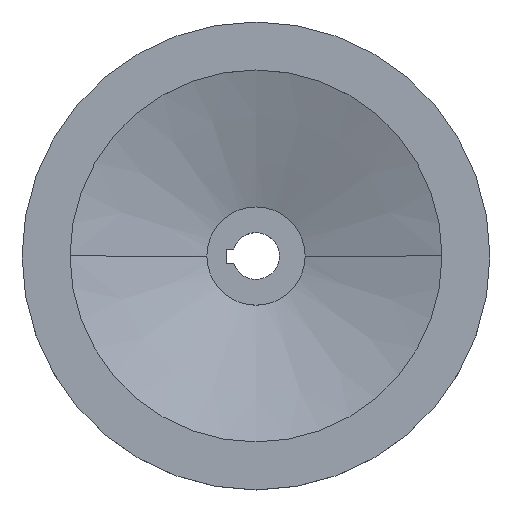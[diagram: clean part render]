
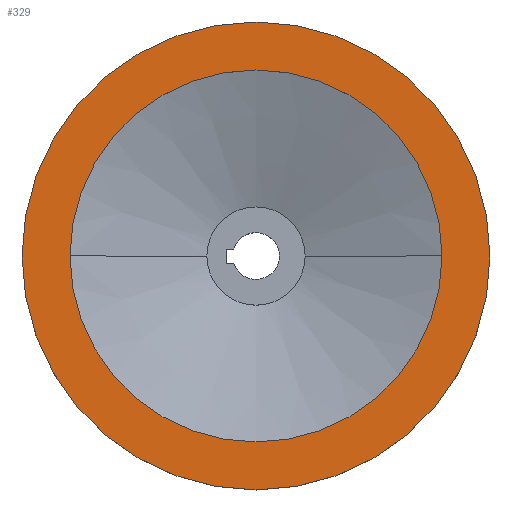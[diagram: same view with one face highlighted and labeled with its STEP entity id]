
A CAD part, top view. The second image highlights one B-rep face of the part: STEP entity #329.
In plain terms, the highlighted planar face has unit normal (0, 0, 1).
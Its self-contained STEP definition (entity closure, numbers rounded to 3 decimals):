
#139=EDGE_CURVE('',#205,#257,#363,.T.);
#145=EDGE_CURVE('',#221,#147,#371,.T.);
#147=VERTEX_POINT('',#373);
#199=EDGE_CURVE('',#147,#221,#431,.T.);
#205=VERTEX_POINT('',#438);
#221=VERTEX_POINT('',#458);
#257=VERTEX_POINT('',#497);
#269=EDGE_CURVE('',#257,#205,#509,.T.);
#329=ADVANCED_FACE('',(#576,#577),#578,.T.);
#363=CIRCLE('',#607,100.0);
#371=CIRCLE('',#616,79.5);
#373=CARTESIAN_POINT('',(79.5,0.,45.0));
#431=CIRCLE('',#694,79.5);
#438=CARTESIAN_POINT('',(100.0,0.,45.0));
#458=CARTESIAN_POINT('',(-79.5,0.,45.0));
#497=CARTESIAN_POINT('',(-100.0,0.,45.0));
#509=CIRCLE('',#797,100.0);
#576=FACE_OUTER_BOUND('',#887,.T.);
#577=FACE_BOUND('',#888,.T.);
#578=PLANE('',#889);
#607=AXIS2_PLACEMENT_3D('',#917,#918,#919);
#616=AXIS2_PLACEMENT_3D('',#936,#937,#938);
#694=AXIS2_PLACEMENT_3D('',#1018,#1019,#1020);
#797=AXIS2_PLACEMENT_3D('',#1094,#1095,#1096);
#887=EDGE_LOOP('',(#1172,#1173));
#888=EDGE_LOOP('',(#1174,#1175));
#889=AXIS2_PLACEMENT_3D('',#1176,#1177,#1178);
#917=CARTESIAN_POINT('',(0.,0.,45.0));
#918=DIRECTION('',(-0.0,0.0,-1.0));
#919=DIRECTION('',(-1.0,0.,0.0));
#936=CARTESIAN_POINT('',(0.,0.,45.0));
#937=DIRECTION('',(-0.0,0.0,-1.0));
#938=DIRECTION('',(-1.0,0.,0.0));
#1018=CARTESIAN_POINT('',(0.,0.,45.0));
#1019=DIRECTION('',(-0.0,0.0,-1.0));
#1020=DIRECTION('',(-1.0,0.,0.0));
#1094=CARTESIAN_POINT('',(0.,0.,45.0));
#1095=DIRECTION('',(-0.0,0.0,-1.0));
#1096=DIRECTION('',(-1.0,0.,0.0));
#1172=ORIENTED_EDGE('',*,*,#269,.F.);
#1173=ORIENTED_EDGE('',*,*,#139,.F.);
#1174=ORIENTED_EDGE('',*,*,#145,.T.);
#1175=ORIENTED_EDGE('',*,*,#199,.T.);
#1176=CARTESIAN_POINT('',(-89.75,0.,45.0));
#1177=DIRECTION('',(0.0,0.0,1.0));
#1178=DIRECTION('',(-1.0,0.,0.0));
